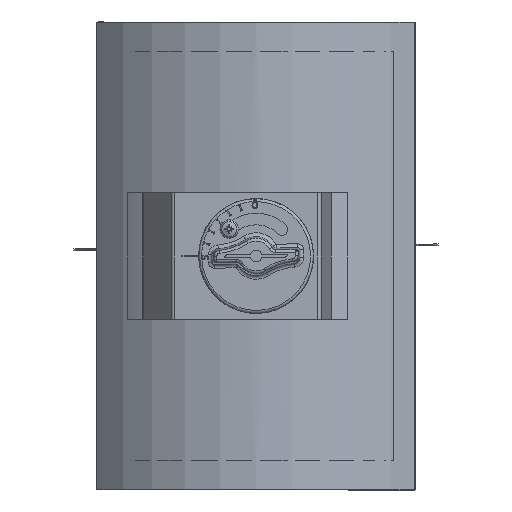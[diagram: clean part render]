
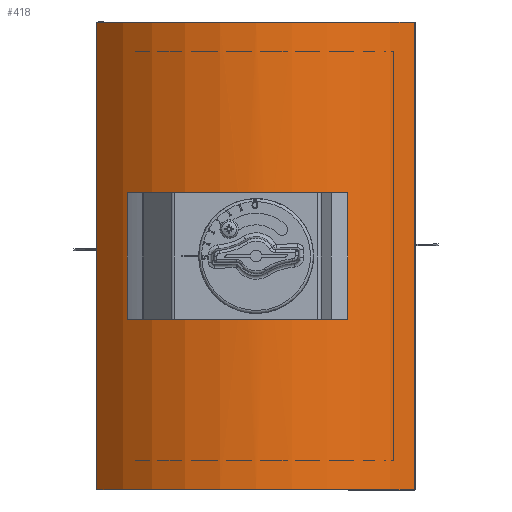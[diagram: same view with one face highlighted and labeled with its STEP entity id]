
A CAD part, left-side view. The second image highlights one B-rep face of the part: STEP entity #418.
In plain terms, the highlighted cylindrical face has radius 106.9 mm (diameter 213.8 mm), a partial arc.
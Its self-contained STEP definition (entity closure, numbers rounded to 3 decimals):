
#219=CARTESIAN_POINT('',(-106.9,0.,6.));
#220=VERTEX_POINT('',#219);
#228=CARTESIAN_POINT('',(-106.9,0.,6.));
#229=CARTESIAN_POINT('',(-106.9,-1.732,6.));
#230=CARTESIAN_POINT('',(-106.85,-3.448,5.215));
#231=CARTESIAN_POINT('',(-106.802,-4.575,3.906));
#232=CARTESIAN_POINT('',(-106.754,-5.694,2.606));
#233=CARTESIAN_POINT('',(-106.72,-6.212,0.814));
#234=CARTESIAN_POINT('',(-106.734,-5.96,-0.88));
#235=CARTESIAN_POINT('',(-106.748,-5.708,-2.572));
#236=CARTESIAN_POINT('',(-106.807,-4.692,-4.137));
#237=CARTESIAN_POINT('',(-106.851,-3.244,-5.057));
#238=CARTESIAN_POINT('',(-106.894,-1.805,-5.972));
#239=CARTESIAN_POINT('',(-106.913,0.035,-6.236));
#240=CARTESIAN_POINT('',(-106.887,1.675,-5.764));
#241=CARTESIAN_POINT('',(-106.861,3.333,-5.286));
#242=CARTESIAN_POINT('',(-106.796,4.758,-4.064));
#243=CARTESIAN_POINT('',(-106.76,5.477,-2.502));
#244=CARTESIAN_POINT('',(-106.723,6.189,-0.954));
#245=CARTESIAN_POINT('',(-106.722,6.198,0.9));
#246=CARTESIAN_POINT('',(-106.758,5.499,2.454));
#247=CARTESIAN_POINT('',(-106.795,4.797,4.014));
#248=CARTESIAN_POINT('',(-106.859,3.394,5.245));
#249=CARTESIAN_POINT('',(-106.886,1.75,5.741));
#250=CARTESIAN_POINT('',(-106.895,1.184,5.913));
#251=CARTESIAN_POINT('',(-106.9,0.592,6.));
#252=CARTESIAN_POINT('',(-106.9,0.,6.));
#253=B_SPLINE_CURVE_WITH_KNOTS('',3,(#228,#229,#230,#231,#232,#233,#234,#235,#236,#237,#238,#239,#240,#241,#242,#243,#244,#245,#246,#247,#248,#249,#250,#251,#252),.UNSPECIFIED.,.T.,.U.,(4,3,3,3,3,3,3,3,4),(-3.142,-2.28,-1.424,-0.568,0.282,1.141,1.992,2.847,3.142),.UNSPECIFIED.);
#254=EDGE_CURVE('',#220,#220,#253,.T.);
#276=CARTESIAN_POINT('',(-68.955,81.688,120.));
#277=VERTEX_POINT('',#276);
#284=CARTESIAN_POINT('',(-68.955,-81.688,120.));
#285=VERTEX_POINT('',#284);
#286=CARTESIAN_POINT('',(0.,0.,120.));
#287=DIRECTION('',(0.,0.,1.0));
#288=DIRECTION('',(-0.645,0.764,0.));
#289=AXIS2_PLACEMENT_3D('',#286,#287,#288);
#290=CIRCLE('',#289,106.9);
#291=EDGE_CURVE('',#277,#285,#290,.T.);
#315=CARTESIAN_POINT('',(-68.955,81.688,-120.));
#316=VERTEX_POINT('',#315);
#323=CARTESIAN_POINT('',(-68.955,81.688,-120.));
#324=DIRECTION('',(0.0,0.0,1.0));
#325=VECTOR('',#324,240.);
#326=LINE('',#323,#325);
#327=EDGE_CURVE('',#316,#277,#326,.T.);
#347=CARTESIAN_POINT('',(-68.955,-81.688,-120.));
#348=VERTEX_POINT('',#347);
#355=CARTESIAN_POINT('',(0.,0.,-120.));
#356=DIRECTION('',(0.,0.,1.0));
#357=DIRECTION('',(-0.645,0.764,0.));
#358=AXIS2_PLACEMENT_3D('',#355,#356,#357);
#359=CIRCLE('',#358,106.9);
#360=EDGE_CURVE('',#316,#348,#359,.T.);
#378=CARTESIAN_POINT('',(-68.955,-81.688,-120.));
#379=DIRECTION('',(0.0,0.0,1.0));
#380=VECTOR('',#379,240.0);
#381=LINE('',#378,#380);
#382=EDGE_CURVE('',#348,#285,#381,.T.);
#404=CARTESIAN_POINT('',(0.,0.,0.));
#405=DIRECTION('',(0.,0.,1.0));
#406=DIRECTION('',(-0.645,0.764,0.));
#407=AXIS2_PLACEMENT_3D('',#404,#405,#406);
#408=CYLINDRICAL_SURFACE('',#407,106.9);
#409=ORIENTED_EDGE('',*,*,#254,.T.);
#410=EDGE_LOOP('',(#409));
#411=FACE_OUTER_BOUND('',#410,.T.);
#412=ORIENTED_EDGE('',*,*,#382,.T.);
#413=ORIENTED_EDGE('',*,*,#291,.F.);
#414=ORIENTED_EDGE('',*,*,#327,.F.);
#415=ORIENTED_EDGE('',*,*,#360,.T.);
#416=EDGE_LOOP('',(#412,#413,#414,#415));
#417=FACE_BOUND('',#416,.T.);
#418=ADVANCED_FACE('',(#411,#417),#408,.T.);
